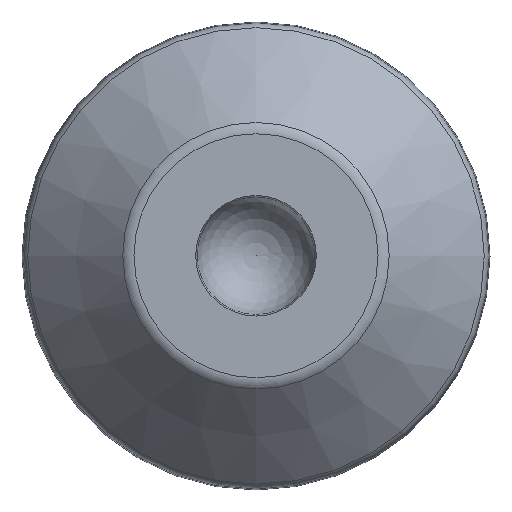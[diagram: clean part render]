
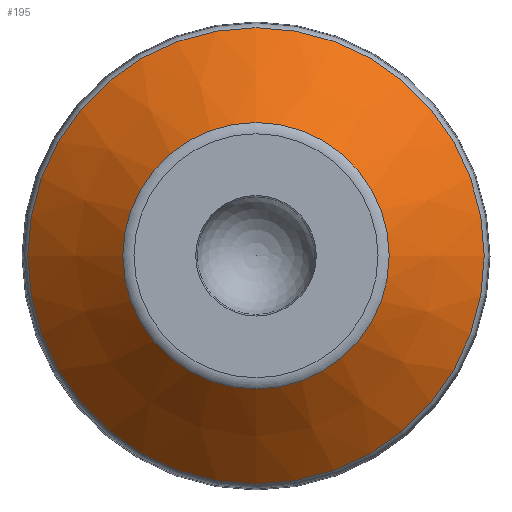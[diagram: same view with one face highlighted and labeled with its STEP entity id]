
A CAD part, top view. The second image highlights one B-rep face of the part: STEP entity #195.
In plain terms, the highlighted conical face has half-angle 45 degrees and reference radius 16.795 mm.
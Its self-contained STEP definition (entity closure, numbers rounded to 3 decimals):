
#20=CONICAL_SURFACE('',#237,16.795,0.785);
#32=FACE_OUTER_BOUND('',#44,.T.);
#44=EDGE_LOOP('',(#156,#157,#158,#159,#160,#161));
#54=LINE('',#361,#59);
#59=VECTOR('',#292,16.795);
#71=CIRCLE('',#235,28.773);
#72=CIRCLE('',#236,28.773);
#73=CIRCLE('',#238,16.795);
#74=CIRCLE('',#239,16.795);
#93=VERTEX_POINT('',#354);
#94=VERTEX_POINT('',#356);
#95=VERTEX_POINT('',#360);
#96=VERTEX_POINT('',#362);
#117=EDGE_CURVE('',#93,#94,#71,.T.);
#118=EDGE_CURVE('',#94,#93,#72,.T.);
#119=EDGE_CURVE('',#93,#95,#54,.T.);
#120=EDGE_CURVE('',#95,#96,#73,.T.);
#121=EDGE_CURVE('',#96,#95,#74,.T.);
#156=ORIENTED_EDGE('',*,*,#118,.F.);
#157=ORIENTED_EDGE('',*,*,#117,.F.);
#158=ORIENTED_EDGE('',*,*,#119,.T.);
#159=ORIENTED_EDGE('',*,*,#120,.T.);
#160=ORIENTED_EDGE('',*,*,#121,.T.);
#161=ORIENTED_EDGE('',*,*,#119,.F.);
#195=ADVANCED_FACE('',(#32),#20,.T.);
#235=AXIS2_PLACEMENT_3D('',#357,#286,#287);
#236=AXIS2_PLACEMENT_3D('',#358,#288,#289);
#237=AXIS2_PLACEMENT_3D('',#359,#290,#291);
#238=AXIS2_PLACEMENT_3D('',#363,#293,#294);
#239=AXIS2_PLACEMENT_3D('',#364,#295,#296);
#286=DIRECTION('center_axis',(0.,0.,-1.));
#287=DIRECTION('ref_axis',(0.,1.,0.));
#288=DIRECTION('center_axis',(0.,0.,-1.));
#289=DIRECTION('ref_axis',(0.,1.,0.));
#290=DIRECTION('center_axis',(0.,0.,-1.));
#291=DIRECTION('ref_axis',(0.,1.,0.));
#292=DIRECTION('',(0.,0.707,0.707));
#293=DIRECTION('center_axis',(0.,0.,-1.));
#294=DIRECTION('ref_axis',(0.,1.,0.));
#295=DIRECTION('center_axis',(0.,0.,-1.));
#296=DIRECTION('ref_axis',(0.,1.,0.));
#354=CARTESIAN_POINT('',(0.,-28.773,7.437));
#356=CARTESIAN_POINT('',(0.,28.773,7.437));
#357=CARTESIAN_POINT('Origin',(0.,0.,7.437));
#358=CARTESIAN_POINT('Origin',(0.,0.,7.437));
#359=CARTESIAN_POINT('Origin',(0.,0.,19.414));
#360=CARTESIAN_POINT('',(0.,-16.795,19.414));
#361=CARTESIAN_POINT('',(0.,-16.795,19.414));
#362=CARTESIAN_POINT('',(0.,16.795,19.414));
#363=CARTESIAN_POINT('Origin',(0.,0.,19.414));
#364=CARTESIAN_POINT('Origin',(0.,0.,19.414));
